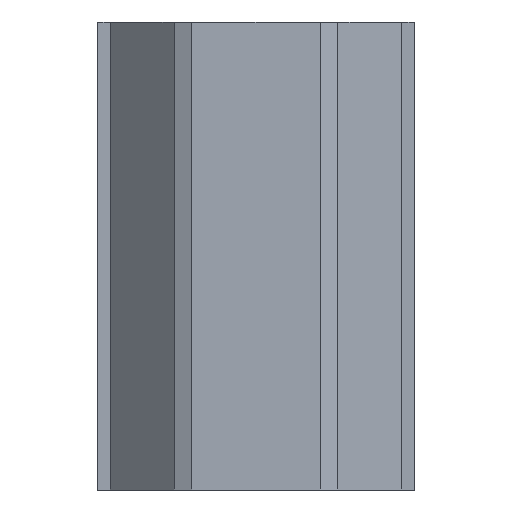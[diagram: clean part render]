
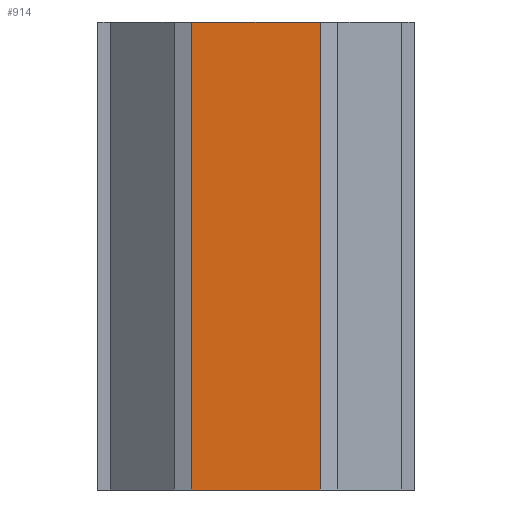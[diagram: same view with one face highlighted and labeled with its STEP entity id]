
A CAD part, front view. The second image highlights one B-rep face of the part: STEP entity #914.
In plain terms, the highlighted planar face has unit normal (0, -1, 0).
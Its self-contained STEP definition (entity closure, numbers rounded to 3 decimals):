
#858=CARTESIAN_POINT('',(7.757,-14.5,56.5));
#859=VERTEX_POINT('',#858);
#866=CARTESIAN_POINT('',(7.757,-14.5,0.0));
#867=VERTEX_POINT('',#866);
#868=CARTESIAN_POINT('',(7.757,-14.5,0.0));
#869=DIRECTION('',(0.0,0.0,1.0));
#870=VECTOR('',#869,56.5);
#871=LINE('',#868,#870);
#872=EDGE_CURVE('',#867,#859,#871,.T.);
#884=CARTESIAN_POINT('',(7.757,-14.5,0.0));
#885=DIRECTION('',(0.0,-1.0,0.0));
#886=DIRECTION('',(0.0,0.0,-1.0));
#887=AXIS2_PLACEMENT_3D('',#884,#885,#886);
#888=PLANE('',#887);
#889=CARTESIAN_POINT('',(-7.758,-14.5,56.5));
#890=VERTEX_POINT('',#889);
#891=CARTESIAN_POINT('',(7.757,-14.5,56.5));
#892=DIRECTION('',(-1.0,0.0,0.0));
#893=VECTOR('',#892,15.515);
#894=LINE('',#891,#893);
#895=EDGE_CURVE('',#859,#890,#894,.T.);
#896=ORIENTED_EDGE('',*,*,#895,.T.);
#897=CARTESIAN_POINT('',(-7.758,-14.5,0.0));
#898=VERTEX_POINT('',#897);
#899=CARTESIAN_POINT('',(-7.758,-14.5,0.0));
#900=DIRECTION('',(0.0,0.0,1.0));
#901=VECTOR('',#900,56.5);
#902=LINE('',#899,#901);
#903=EDGE_CURVE('',#898,#890,#902,.T.);
#904=ORIENTED_EDGE('',*,*,#903,.F.);
#905=CARTESIAN_POINT('',(-7.758,-14.5,0.0));
#906=DIRECTION('',(1.0,0.0,0.0));
#907=VECTOR('',#906,15.515);
#908=LINE('',#905,#907);
#909=EDGE_CURVE('',#898,#867,#908,.T.);
#910=ORIENTED_EDGE('',*,*,#909,.T.);
#911=ORIENTED_EDGE('',*,*,#872,.T.);
#912=EDGE_LOOP('',(#896,#904,#910,#911));
#913=FACE_OUTER_BOUND('',#912,.T.);
#914=ADVANCED_FACE('',(#913),#888,.T.);
